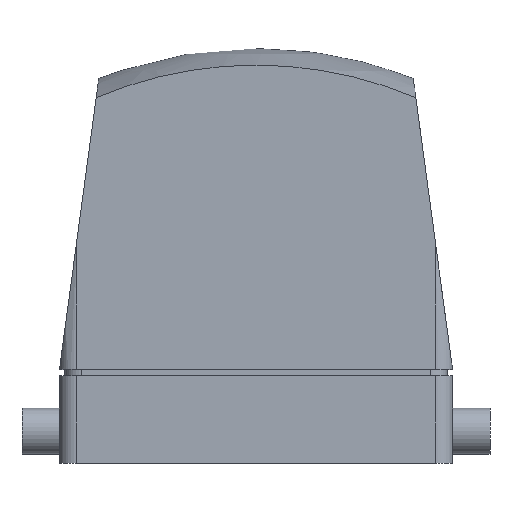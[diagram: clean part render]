
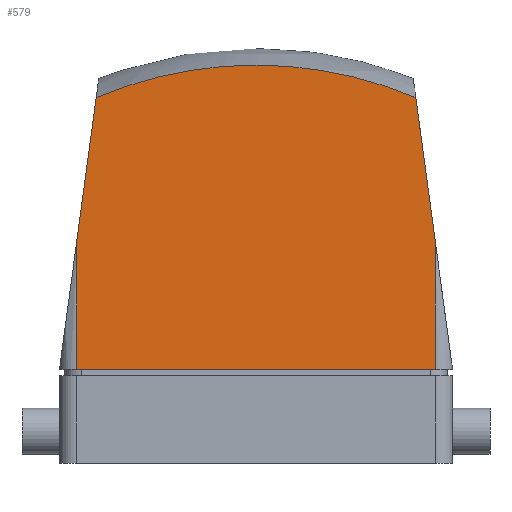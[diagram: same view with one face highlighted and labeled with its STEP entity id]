
A CAD part, top view. The second image highlights one B-rep face of the part: STEP entity #579.
In plain terms, the highlighted planar face has unit normal (0, 0, 1).
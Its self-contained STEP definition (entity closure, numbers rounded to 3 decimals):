
#390 = DIRECTION ( 'NONE',  ( -1., 0., 0. ) ) ;
#391 = DIRECTION ( 'NONE',  ( 0., 0., -1. ) ) ;
#392 = CARTESIAN_POINT ( 'NONE',  ( 3.2, 65.55, 43.5 ) ) ;
#393 = PLANE ( 'NONE',  #959 ) ;
#579 = ADVANCED_FACE ( 'NONE', ( #2009 ), #393, .F. ) ;
#799 = VECTOR ( 'NONE', #2634, 1000. ) ;
#801 = CIRCLE ( 'NONE', #803, 76.355 ) ;
#802 = VECTOR ( 'NONE', #2639, 1000. ) ;
#803 = AXIS2_PLACEMENT_3D ( 'NONE', #2640, #2641, #2642 ) ;
#805 = VECTOR ( 'NONE', #2644, 1000. ) ;
#807 = VECTOR ( 'NONE', #2646, 1000. ) ;
#809 = VECTOR ( 'NONE', #2648, 1000. ) ;
#959 = AXIS2_PLACEMENT_3D ( 'NONE', #392, #391, #390 ) ;
#1205 = EDGE_CURVE ( 'NONE', #1315, #1313, #2193, .T. ) ;
#1207 = EDGE_CURVE ( 'NONE', #1315, #1310, #2194, .T. ) ;
#1208 = EDGE_CURVE ( 'NONE', #1310, #1309, #801, .T. ) ;
#1209 = EDGE_CURVE ( 'NONE', #1313, #1308, #2195, .T. ) ;
#1210 = EDGE_CURVE ( 'NONE', #1306, #1308, #2196, .T. ) ;
#1211 = EDGE_CURVE ( 'NONE', #1309, #1306, #2197, .T. ) ;
#1306 = VERTEX_POINT ( 'NONE', #2835 ) ;
#1308 = VERTEX_POINT ( 'NONE', #2837 ) ;
#1309 = VERTEX_POINT ( 'NONE', #2838 ) ;
#1310 = VERTEX_POINT ( 'NONE', #2839 ) ;
#1313 = VERTEX_POINT ( 'NONE', #2842 ) ;
#1315 = VERTEX_POINT ( 'NONE', #2844 ) ;
#1518 = ORIENTED_EDGE ( 'NONE', *, *, #1210, .F. ) ;
#1519 = ORIENTED_EDGE ( 'NONE', *, *, #1211, .F. ) ;
#1520 = ORIENTED_EDGE ( 'NONE', *, *, #1209, .T. ) ;
#1521 = ORIENTED_EDGE ( 'NONE', *, *, #1207, .F. ) ;
#1522 = ORIENTED_EDGE ( 'NONE', *, *, #1205, .T. ) ;
#1523 = ORIENTED_EDGE ( 'NONE', *, *, #1208, .F. ) ;
#1848 = EDGE_LOOP ( 'NONE', ( #1523, #1521, #1522, #1520, #1518, #1519 ) ) ;
#2009 = FACE_OUTER_BOUND ( 'NONE', #1848, .T. ) ;
#2193 = LINE ( 'NONE', #2633, #799 ) ;
#2194 = LINE ( 'NONE', #2638, #802 ) ;
#2195 = LINE ( 'NONE', #2643, #805 ) ;
#2196 = LINE ( 'NONE', #2645, #807 ) ;
#2197 = LINE ( 'NONE', #2647, #809 ) ;
#2633 = CARTESIAN_POINT ( 'NONE',  ( 3.2, 65.55, 43.5 ) ) ;
#2634 = DIRECTION ( 'NONE',  ( 0., -1., 0. ) ) ;
#2638 = CARTESIAN_POINT ( 'NONE',  ( 0., 17.55, 43.5 ) ) ;
#2639 = DIRECTION ( 'NONE',  ( 0.134, 0.991, 0. ) ) ;
#2640 = CARTESIAN_POINT ( 'NONE',  ( 36.75, -1.95, 43.5 ) ) ;
#2641 = DIRECTION ( 'NONE',  ( 0., 0., -1. ) ) ;
#2642 = DIRECTION ( 'NONE',  ( 1., 0., 0. ) ) ;
#2643 = CARTESIAN_POINT ( 'NONE',  ( 3.2, 17.55, 43.5 ) ) ;
#2644 = DIRECTION ( 'NONE',  ( 1., 0., 0. ) ) ;
#2645 = CARTESIAN_POINT ( 'NONE',  ( 70.3, 65.55, 43.5 ) ) ;
#2646 = DIRECTION ( 'NONE',  ( 0., -1., 0. ) ) ;
#2647 = CARTESIAN_POINT ( 'NONE',  ( 73.5, 17.55, 43.5 ) ) ;
#2648 = DIRECTION ( 'NONE',  ( 0.134, -0.991, 0. ) ) ;
#2835 = CARTESIAN_POINT ( 'NONE',  ( 70.3, 41.187, 43.5 ) ) ;
#2837 = CARTESIAN_POINT ( 'NONE',  ( 70.3, 17.55, 43.5 ) ) ;
#2838 = CARTESIAN_POINT ( 'NONE',  ( 66.627, 68.317, 43.5 ) ) ;
#2839 = CARTESIAN_POINT ( 'NONE',  ( 6.873, 68.317, 43.5 ) ) ;
#2842 = CARTESIAN_POINT ( 'NONE',  ( 3.2, 17.55, 43.5 ) ) ;
#2844 = CARTESIAN_POINT ( 'NONE',  ( 3.2, 41.187, 43.5 ) ) ;
